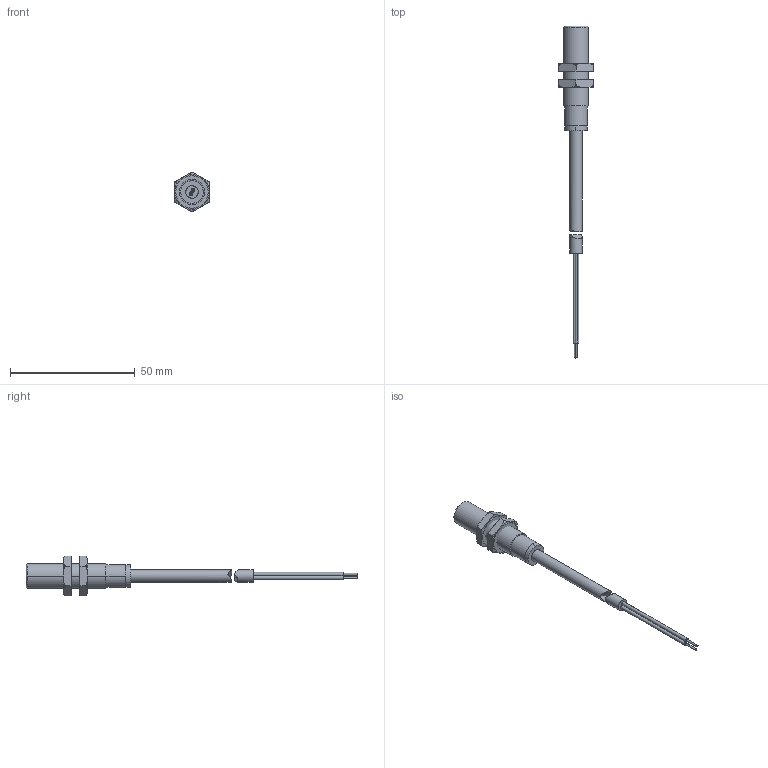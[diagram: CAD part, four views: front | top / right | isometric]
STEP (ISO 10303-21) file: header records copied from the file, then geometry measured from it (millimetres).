
FILE_DESCRIPTION (( 'STEP AP214' ), '1' );
FILE_NAME ('D10P.STEP', '2022-02-10T14:51:40', ( '' ), ( '' ), 'SwSTEP 2.0', 'SolidWorks 2021', '' );
FILE_SCHEMA (( 'AUTOMOTIVE_DESIGN' ));
Length unit declared in the file: millimetre
Products named in the file (5): 1VDA10030000; 1STA18050000; D10P; 1D10P2000000; Cavo 1PDA
Assembly tree (5 placements, depth 2):
  D10P
    Cavo 1PDA
    1D10P2000000
    1STA18050000
    1VDA10030000  x2
Bounding box: 13.8 x 133 x 15.93 mm (x, y, z)
Volume: 2876.1 mm3; surface area: 4858 mm2
Topology: 6 solids, 6 shells, 105 faces, 240 edges, 158 vertices
Faces by surface type: plane 49, cylinder 36, torus 14, cone 4, bspline 2
Entity records: 3001 total; most frequent: CARTESIAN_POINT 731, DIRECTION 420, ORIENTED_EDGE 368, EDGE_CURVE 184, AXIS2_PLACEMENT_3D 164, VERTEX_POINT 121, EDGE_LOOP 95, VECTOR 92
